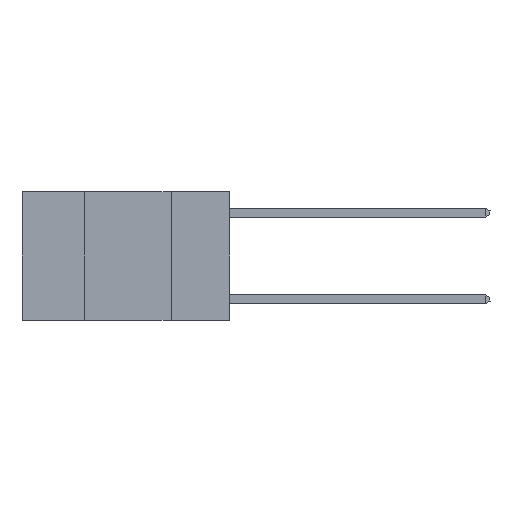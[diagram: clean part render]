
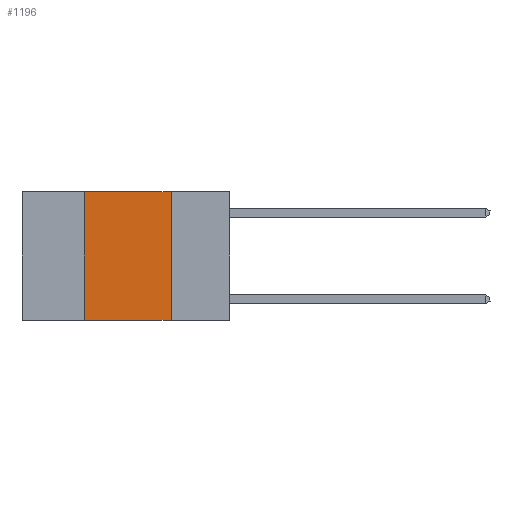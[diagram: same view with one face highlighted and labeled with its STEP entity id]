
A CAD part, left-side view. The second image highlights one B-rep face of the part: STEP entity #1196.
In plain terms, the highlighted planar face has unit normal (-1, 0, 0).
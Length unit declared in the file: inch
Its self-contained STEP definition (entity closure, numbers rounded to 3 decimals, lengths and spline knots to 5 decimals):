
#87 = FACE_OUTER_BOUND ( 'NONE', #7710, .T. ) ;
#146 = EDGE_CURVE ( 'NONE', #5495, #8350, #3785, .T. ) ;
#280 = VERTEX_POINT ( 'NONE', #9325 ) ;
#327 = EDGE_CURVE ( 'NONE', #280, #5495, #8067, .T. ) ;
#641 = CARTESIAN_POINT ( 'NONE',  ( 0., 0.42, 0. ) ) ;
#764 = ORIENTED_EDGE ( 'NONE', *, *, #3079, .T. ) ;
#840 = DIRECTION ( 'NONE',  ( 1., 0., 0. ) ) ;
#1060 = CARTESIAN_POINT ( 'NONE',  ( 0., 0.6, -0.37 ) ) ;
#1196 = ADVANCED_FACE ( 'NONE', ( #87 ), #3334, .F. ) ;
#1214 = LINE ( 'NONE', #1322, #2902 ) ;
#1256 = DIRECTION ( 'NONE',  ( 0., 0., 1. ) ) ;
#1267 = DIRECTION ( 'NONE',  ( 0., 0., -1. ) ) ;
#1275 = DIRECTION ( 'NONE',  ( 0., -1., 0. ) ) ;
#1322 = CARTESIAN_POINT ( 'NONE',  ( 0., 0.17, 0. ) ) ;
#1886 = CARTESIAN_POINT ( 'NONE',  ( 0., 0.6, 0. ) ) ;
#1957 = AXIS2_PLACEMENT_3D ( 'NONE', #8572, #840, #7762 ) ;
#2708 = CARTESIAN_POINT ( 'NONE',  ( 0., 0.17, 0. ) ) ;
#2717 = LINE ( 'NONE', #1060, #9797 ) ;
#2797 = CARTESIAN_POINT ( 'NONE',  ( 0., 0.42, 0. ) ) ;
#2902 = VECTOR ( 'NONE', #1267, 39.37008 ) ;
#3079 = EDGE_CURVE ( 'NONE', #280, #6745, #2717, .T. ) ;
#3334 = PLANE ( 'NONE',  #1957 ) ;
#3785 = LINE ( 'NONE', #1886, #6624 ) ;
#4902 = ORIENTED_EDGE ( 'NONE', *, *, #327, .F. ) ;
#5154 = ORIENTED_EDGE ( 'NONE', *, *, #7164, .F. ) ;
#5284 = DIRECTION ( 'NONE',  ( 0., -1., 0. ) ) ;
#5495 = VERTEX_POINT ( 'NONE', #2797 ) ;
#6624 = VECTOR ( 'NONE', #5284, 39.37008 ) ;
#6745 = VERTEX_POINT ( 'NONE', #8900 ) ;
#7164 = EDGE_CURVE ( 'NONE', #8350, #6745, #1214, .T. ) ;
#7710 = EDGE_LOOP ( 'NONE', ( #5154, #8437, #4902, #764 ) ) ;
#7762 = DIRECTION ( 'NONE',  ( 0., 0., -1. ) ) ;
#8067 = LINE ( 'NONE', #641, #9005 ) ;
#8350 = VERTEX_POINT ( 'NONE', #2708 ) ;
#8437 = ORIENTED_EDGE ( 'NONE', *, *, #146, .F. ) ;
#8572 = CARTESIAN_POINT ( 'NONE',  ( 0., 0.6, 0. ) ) ;
#8900 = CARTESIAN_POINT ( 'NONE',  ( 0., 0.17, -0.37 ) ) ;
#9005 = VECTOR ( 'NONE', #1256, 39.37008 ) ;
#9325 = CARTESIAN_POINT ( 'NONE',  ( 0., 0.42, -0.37 ) ) ;
#9797 = VECTOR ( 'NONE', #1275, 39.37008 ) ;
